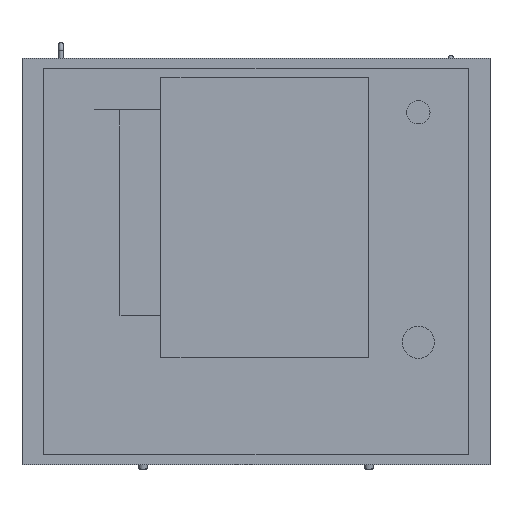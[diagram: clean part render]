
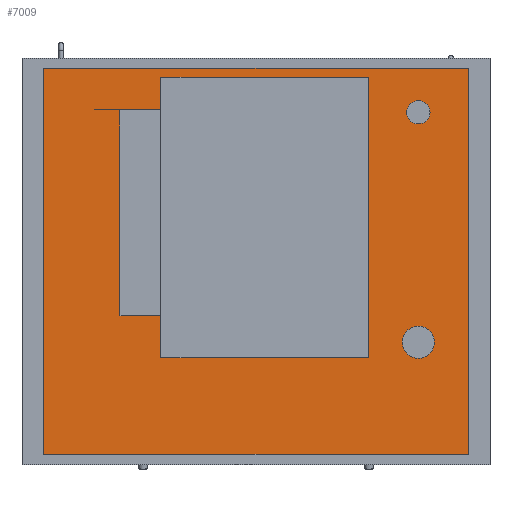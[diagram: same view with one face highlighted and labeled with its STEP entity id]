
A CAD part, front view. The second image highlights one B-rep face of the part: STEP entity #7009.
In plain terms, the highlighted planar face has unit normal (0, -1, 0).
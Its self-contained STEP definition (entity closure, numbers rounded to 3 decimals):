
#381=FACE_OUTER_BOUND('',#830,.T.);
#830=EDGE_LOOP('',(#4683,#4684,#4685,#4686));
#1298=LINE('',#10249,#2140);
#1301=LINE('',#10254,#2143);
#1302=LINE('',#10257,#2144);
#1303=LINE('',#10258,#2145);
#2140=VECTOR('',#8182,10.);
#2143=VECTOR('',#8187,10.);
#2144=VECTOR('',#8190,10.);
#2145=VECTOR('',#8191,10.);
#2973=VERTEX_POINT('',#10246);
#2974=VERTEX_POINT('',#10248);
#2975=VERTEX_POINT('',#10252);
#2976=VERTEX_POINT('',#10256);
#3650=EDGE_CURVE('',#2973,#2974,#1298,.T.);
#3653=EDGE_CURVE('',#2973,#2975,#1301,.T.);
#3654=EDGE_CURVE('',#2976,#2975,#1302,.T.);
#3655=EDGE_CURVE('',#2974,#2976,#1303,.T.);
#4683=ORIENTED_EDGE('',*,*,#3653,.T.);
#4684=ORIENTED_EDGE('',*,*,#3654,.F.);
#4685=ORIENTED_EDGE('',*,*,#3655,.F.);
#4686=ORIENTED_EDGE('',*,*,#3650,.F.);
#6640=PLANE('',#7533);
#7009=ADVANCED_FACE('',(#381),#6640,.T.);
#7533=AXIS2_PLACEMENT_3D('',#10255,#8188,#8189);
#8182=DIRECTION('',(0.,0.,1.));
#8187=DIRECTION('',(1.,0.,0.));
#8188=DIRECTION('center_axis',(0.,-1.,0.));
#8189=DIRECTION('ref_axis',(0.,0.,-1.));
#8190=DIRECTION('',(0.,0.,-1.));
#8191=DIRECTION('',(1.,0.,0.));
#10246=CARTESIAN_POINT('',(-362.5,-185.,-330.));
#10248=CARTESIAN_POINT('',(-362.5,-185.,330.));
#10249=CARTESIAN_POINT('',(-362.5,-185.,330.));
#10252=CARTESIAN_POINT('',(362.5,-185.,-330.));
#10254=CARTESIAN_POINT('',(0.,-185.,-330.));
#10255=CARTESIAN_POINT('Origin',(0.,-185.,330.));
#10256=CARTESIAN_POINT('',(362.5,-185.,330.));
#10257=CARTESIAN_POINT('',(362.5,-185.,330.));
#10258=CARTESIAN_POINT('',(0.,-185.,330.));
